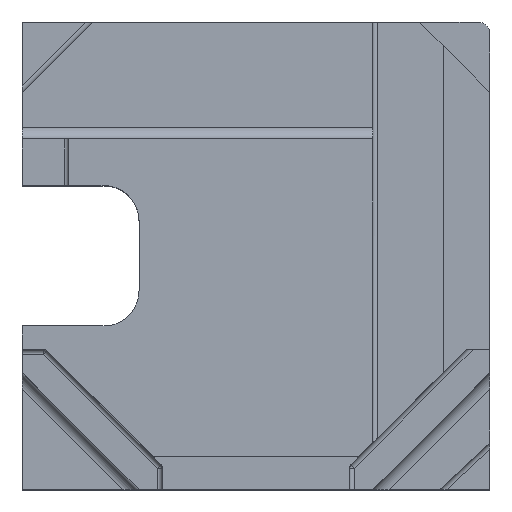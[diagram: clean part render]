
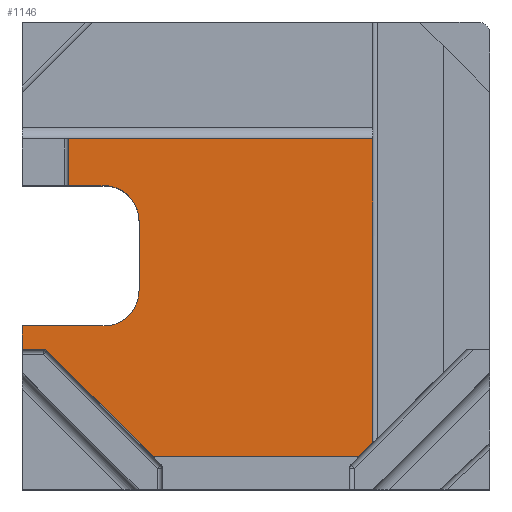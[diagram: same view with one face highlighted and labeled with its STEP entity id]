
A CAD part, top view. The second image highlights one B-rep face of the part: STEP entity #1146.
In plain terms, the highlighted planar face has unit normal (0, 0, 1).
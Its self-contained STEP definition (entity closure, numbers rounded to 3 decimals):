
#30=PLANE('',#1235);
#75=FACE_OUTER_BOUND('',#137,.T.);
#137=EDGE_LOOP('',(#857,#858,#859,#860,#861,#862,#863,#864,#865,#866,#867,
#868,#869,#870));
#190=CIRCLE('',#1236,7.5);
#191=CIRCLE('',#1237,7.5);
#192=CIRCLE('',#1238,1.);
#235=LINE('',#1718,#368);
#243=LINE('',#1735,#376);
#254=LINE('',#1756,#387);
#255=LINE('',#1759,#388);
#262=LINE('',#1777,#395);
#266=LINE('',#1785,#399);
#267=LINE('',#1789,#400);
#268=LINE('',#1793,#401);
#269=LINE('',#1795,#402);
#270=LINE('',#1797,#403);
#271=LINE('',#1799,#404);
#368=VECTOR('',#1374,10.);
#376=VECTOR('',#1388,10.);
#387=VECTOR('',#1401,10.);
#388=VECTOR('',#1404,10.);
#395=VECTOR('',#1419,10.);
#399=VECTOR('',#1425,10.);
#400=VECTOR('',#1428,10.);
#401=VECTOR('',#1431,10.);
#402=VECTOR('',#1432,10.);
#403=VECTOR('',#1433,10.);
#404=VECTOR('',#1436,10.);
#515=VERTEX_POINT('',#1715);
#516=VERTEX_POINT('',#1717);
#522=VERTEX_POINT('',#1734);
#524=VERTEX_POINT('',#1740);
#531=VERTEX_POINT('',#1754);
#532=VERTEX_POINT('',#1758);
#539=VERTEX_POINT('',#1776);
#542=VERTEX_POINT('',#1784);
#543=VERTEX_POINT('',#1786);
#544=VERTEX_POINT('',#1788);
#545=VERTEX_POINT('',#1790);
#546=VERTEX_POINT('',#1792);
#547=VERTEX_POINT('',#1794);
#548=VERTEX_POINT('',#1796);
#632=EDGE_CURVE('',#516,#515,#235,.T.);
#641=EDGE_CURVE('',#522,#516,#243,.T.);
#652=EDGE_CURVE('',#524,#531,#254,.T.);
#653=EDGE_CURVE('',#532,#524,#255,.T.);
#662=EDGE_CURVE('',#539,#532,#262,.T.);
#666=EDGE_CURVE('',#515,#542,#266,.T.);
#667=EDGE_CURVE('',#542,#543,#190,.T.);
#668=EDGE_CURVE('',#543,#544,#267,.T.);
#669=EDGE_CURVE('',#544,#545,#191,.T.);
#670=EDGE_CURVE('',#545,#546,#268,.T.);
#671=EDGE_CURVE('',#546,#547,#269,.T.);
#672=EDGE_CURVE('',#547,#548,#270,.T.);
#673=EDGE_CURVE('',#539,#548,#192,.T.);
#674=EDGE_CURVE('',#531,#522,#271,.T.);
#857=ORIENTED_EDGE('',*,*,#632,.T.);
#858=ORIENTED_EDGE('',*,*,#666,.T.);
#859=ORIENTED_EDGE('',*,*,#667,.T.);
#860=ORIENTED_EDGE('',*,*,#668,.T.);
#861=ORIENTED_EDGE('',*,*,#669,.T.);
#862=ORIENTED_EDGE('',*,*,#670,.T.);
#863=ORIENTED_EDGE('',*,*,#671,.T.);
#864=ORIENTED_EDGE('',*,*,#672,.T.);
#865=ORIENTED_EDGE('',*,*,#673,.F.);
#866=ORIENTED_EDGE('',*,*,#662,.T.);
#867=ORIENTED_EDGE('',*,*,#653,.T.);
#868=ORIENTED_EDGE('',*,*,#652,.T.);
#869=ORIENTED_EDGE('',*,*,#674,.T.);
#870=ORIENTED_EDGE('',*,*,#641,.T.);
#1146=ADVANCED_FACE('',(#75),#30,.T.);
#1235=AXIS2_PLACEMENT_3D('',#1783,#1423,#1424);
#1236=AXIS2_PLACEMENT_3D('',#1787,#1426,#1427);
#1237=AXIS2_PLACEMENT_3D('',#1791,#1429,#1430);
#1238=AXIS2_PLACEMENT_3D('',#1798,#1434,#1435);
#1374=DIRECTION('',(0.,-1.,0.));
#1388=DIRECTION('',(-1.,0.,0.));
#1401=DIRECTION('',(0.707,0.707,0.));
#1404=DIRECTION('',(1.,0.,0.));
#1419=DIRECTION('',(0.707,-0.707,0.));
#1423=DIRECTION('center_axis',(0.,0.,1.));
#1424=DIRECTION('ref_axis',(1.,0.,0.));
#1425=DIRECTION('',(1.,0.,0.));
#1426=DIRECTION('center_axis',(0.,0.,-1.));
#1427=DIRECTION('ref_axis',(0.707,0.707,0.));
#1428=DIRECTION('',(0.,-1.,0.));
#1429=DIRECTION('center_axis',(0.,0.,-1.));
#1430=DIRECTION('ref_axis',(0.707,-0.707,0.));
#1431=DIRECTION('',(-1.,0.,0.));
#1432=DIRECTION('',(0.,-1.,0.));
#1433=DIRECTION('',(1.,0.,0.));
#1434=DIRECTION('center_axis',(0.,0.,1.));
#1435=DIRECTION('ref_axis',(0.383,0.924,0.));
#1436=DIRECTION('',(0.,1.,0.));
#1715=CARTESIAN_POINT('',(-40.,15.,60.));
#1717=CARTESIAN_POINT('',(-40.,25.,60.));
#1718=CARTESIAN_POINT('',(-40.,12.5,60.));
#1734=CARTESIAN_POINT('',(25.,25.,60.));
#1735=CARTESIAN_POINT('',(25.,25.,60.));
#1740=CARTESIAN_POINT('',(22.,-43.,60.));
#1754=CARTESIAN_POINT('',(25.,-40.,60.));
#1756=CARTESIAN_POINT('',(38.75,-26.25,60.));
#1758=CARTESIAN_POINT('',(-22.,-43.,60.));
#1759=CARTESIAN_POINT('',(10.5,-43.,60.));
#1776=CARTESIAN_POINT('',(-44.707,-20.293,60.));
#1777=CARTESIAN_POINT('',(-26.25,-38.75,60.));
#1783=CARTESIAN_POINT('Origin',(0.,0.,60.));
#1784=CARTESIAN_POINT('',(-32.5,15.,60.));
#1785=CARTESIAN_POINT('',(-25.,15.,60.));
#1786=CARTESIAN_POINT('',(-25.,7.5,60.));
#1787=CARTESIAN_POINT('Origin',(-32.5,7.5,60.));
#1788=CARTESIAN_POINT('',(-25.,-7.5,60.));
#1789=CARTESIAN_POINT('',(-25.,7.5,60.));
#1790=CARTESIAN_POINT('',(-32.5,-15.,60.));
#1791=CARTESIAN_POINT('Origin',(-32.5,-7.5,60.));
#1792=CARTESIAN_POINT('',(-50.,-15.,60.));
#1793=CARTESIAN_POINT('',(-12.5,-15.,60.));
#1794=CARTESIAN_POINT('',(-50.,-20.,60.));
#1795=CARTESIAN_POINT('',(-50.,-50.,60.));
#1796=CARTESIAN_POINT('',(-45.414,-20.,60.));
#1797=CARTESIAN_POINT('',(-22.5,-20.,60.));
#1798=CARTESIAN_POINT('Origin',(-45.414,-21.,60.));
#1799=CARTESIAN_POINT('',(25.,0.,60.));
